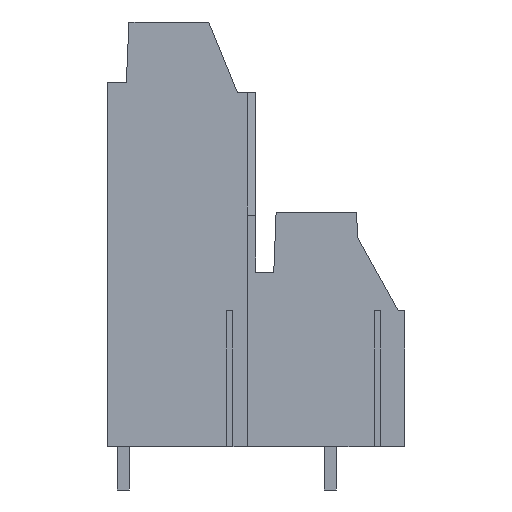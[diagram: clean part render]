
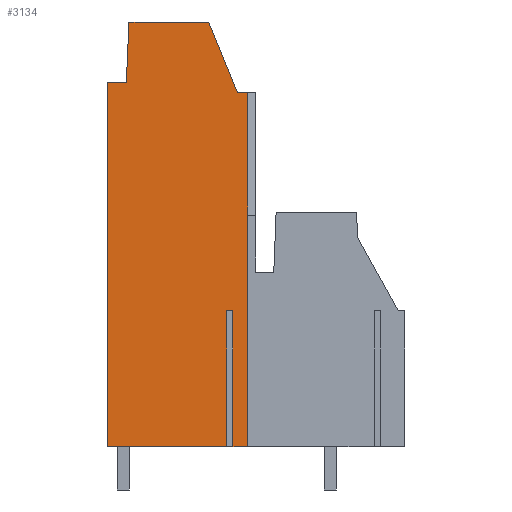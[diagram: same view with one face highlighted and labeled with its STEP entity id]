
A CAD part, left-side view. The second image highlights one B-rep face of the part: STEP entity #3134.
In plain terms, the highlighted planar face has unit normal (-1, 0, 0).
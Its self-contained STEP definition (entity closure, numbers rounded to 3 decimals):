
#3059=AXIS2_PLACEMENT_3D('Plane Axis2P3D',#3056,#3057,#3058) ;
#572=CARTESIAN_POINT('Vertex',(0.,21.94,3.2)) ;
#764=CARTESIAN_POINT('Vertex',(0.,11.574,3.2)) ;
#767=CARTESIAN_POINT('Line Origine',(0.,12.12,3.2)) ;
#771=CARTESIAN_POINT('Vertex',(0.,12.665,3.2)) ;
#820=CARTESIAN_POINT('Vertex',(0.,13.115,3.2)) ;
#823=CARTESIAN_POINT('Line Origine',(0.,17.528,3.2)) ;
#1200=CARTESIAN_POINT('Vertex',(0.,11.574,29.26)) ;
#1203=CARTESIAN_POINT('Line Origine',(0.,11.574,16.23)) ;
#3056=CARTESIAN_POINT('Axis2P3D Location',(0.,11.,17.2)) ;
#3061=CARTESIAN_POINT('Line Origine',(0.,21.94,16.625)) ;
#3065=CARTESIAN_POINT('Vertex',(0.,21.94,30.05)) ;
#3068=CARTESIAN_POINT('Line Origine',(0.,13.115,8.2)) ;
#3072=CARTESIAN_POINT('Vertex',(0.,13.115,13.2)) ;
#3075=CARTESIAN_POINT('Line Origine',(0.,12.89,13.2)) ;
#3079=CARTESIAN_POINT('Vertex',(0.,12.665,13.2)) ;
#3082=CARTESIAN_POINT('Line Origine',(0.,12.665,8.2)) ;
#3087=CARTESIAN_POINT('Line Origine',(0.,11.956,29.26)) ;
#3091=CARTESIAN_POINT('Vertex',(0.,12.337,29.26)) ;
#3094=CARTESIAN_POINT('Line Origine',(0.,13.393,31.865)) ;
#3098=CARTESIAN_POINT('Vertex',(0.,14.449,34.47)) ;
#3101=CARTESIAN_POINT('Line Origine',(0.,17.389,34.47)) ;
#3105=CARTESIAN_POINT('Vertex',(0.,20.328,34.47)) ;
#3108=CARTESIAN_POINT('Line Origine',(0.,20.424,32.26)) ;
#3112=CARTESIAN_POINT('Vertex',(0.,20.521,30.05)) ;
#3115=CARTESIAN_POINT('Line Origine',(0.,21.23,30.05)) ;
#768=DIRECTION('Vector Direction',(0.,1.,0.)) ;
#824=DIRECTION('Vector Direction',(0.,1.,0.)) ;
#1204=DIRECTION('Vector Direction',(0.,0.,1.)) ;
#3057=DIRECTION('Axis2P3D Direction',(1.,0.,0.)) ;
#3058=DIRECTION('Axis2P3D XDirection',(0.,1.,0.)) ;
#3062=DIRECTION('Vector Direction',(0.,0.,-1.)) ;
#3069=DIRECTION('Vector Direction',(0.,0.,1.)) ;
#3076=DIRECTION('Vector Direction',(0.,1.,0.)) ;
#3083=DIRECTION('Vector Direction',(0.,0.,1.)) ;
#3088=DIRECTION('Vector Direction',(0.,1.,0.)) ;
#3095=DIRECTION('Vector Direction',(0.,0.376,0.927)) ;
#3102=DIRECTION('Vector Direction',(0.,1.,0.)) ;
#3109=DIRECTION('Vector Direction',(0.,-0.044,0.999)) ;
#3116=DIRECTION('Vector Direction',(0.,1.,0.)) ;
#769=VECTOR('Line Direction',#768,1.) ;
#825=VECTOR('Line Direction',#824,1.) ;
#1205=VECTOR('Line Direction',#1204,1.) ;
#3063=VECTOR('Line Direction',#3062,1.) ;
#3070=VECTOR('Line Direction',#3069,1.) ;
#3077=VECTOR('Line Direction',#3076,1.) ;
#3084=VECTOR('Line Direction',#3083,1.) ;
#3089=VECTOR('Line Direction',#3088,1.) ;
#3096=VECTOR('Line Direction',#3095,1.) ;
#3103=VECTOR('Line Direction',#3102,1.) ;
#3110=VECTOR('Line Direction',#3109,1.) ;
#3117=VECTOR('Line Direction',#3116,1.) ;
#3121=ORIENTED_EDGE('',*,*,#3067,.T.) ;
#3122=ORIENTED_EDGE('',*,*,#827,.F.) ;
#3123=ORIENTED_EDGE('',*,*,#3074,.T.) ;
#3124=ORIENTED_EDGE('',*,*,#3081,.F.) ;
#3125=ORIENTED_EDGE('',*,*,#3086,.F.) ;
#3126=ORIENTED_EDGE('',*,*,#773,.F.) ;
#3127=ORIENTED_EDGE('',*,*,#1207,.T.) ;
#3128=ORIENTED_EDGE('',*,*,#3093,.T.) ;
#3129=ORIENTED_EDGE('',*,*,#3100,.T.) ;
#3130=ORIENTED_EDGE('',*,*,#3107,.T.) ;
#3131=ORIENTED_EDGE('',*,*,#3114,.F.) ;
#3132=ORIENTED_EDGE('',*,*,#3119,.T.) ;
#3134=ADVANCED_FACE('housing',(#3133),#3060,.F.) ;
#773=EDGE_CURVE('',#765,#772,#770,.T.) ;
#827=EDGE_CURVE('',#821,#573,#826,.T.) ;
#1207=EDGE_CURVE('',#765,#1201,#1206,.T.) ;
#3067=EDGE_CURVE('',#3066,#573,#3064,.T.) ;
#3074=EDGE_CURVE('',#821,#3073,#3071,.T.) ;
#3081=EDGE_CURVE('',#3080,#3073,#3078,.T.) ;
#3086=EDGE_CURVE('',#772,#3080,#3085,.T.) ;
#3093=EDGE_CURVE('',#1201,#3092,#3090,.T.) ;
#3100=EDGE_CURVE('',#3092,#3099,#3097,.T.) ;
#3107=EDGE_CURVE('',#3099,#3106,#3104,.T.) ;
#3114=EDGE_CURVE('',#3113,#3106,#3111,.T.) ;
#3119=EDGE_CURVE('',#3113,#3066,#3118,.T.) ;
#3120=EDGE_LOOP('',(#3121,#3122,#3123,#3124,#3125,#3126,#3127,#3128,#3129,#3130,#3131,#3132)) ;
#3133=FACE_OUTER_BOUND('',#3120,.T.) ;
#770=LINE('Line',#767,#769) ;
#826=LINE('Line',#823,#825) ;
#1206=LINE('Line',#1203,#1205) ;
#3064=LINE('Line',#3061,#3063) ;
#3071=LINE('Line',#3068,#3070) ;
#3078=LINE('Line',#3075,#3077) ;
#3085=LINE('Line',#3082,#3084) ;
#3090=LINE('Line',#3087,#3089) ;
#3097=LINE('Line',#3094,#3096) ;
#3104=LINE('Line',#3101,#3103) ;
#3111=LINE('Line',#3108,#3110) ;
#3118=LINE('Line',#3115,#3117) ;
#3060=PLANE('',#3059) ;
#573=VERTEX_POINT('',#572) ;
#765=VERTEX_POINT('',#764) ;
#772=VERTEX_POINT('',#771) ;
#821=VERTEX_POINT('',#820) ;
#1201=VERTEX_POINT('',#1200) ;
#3066=VERTEX_POINT('',#3065) ;
#3073=VERTEX_POINT('',#3072) ;
#3080=VERTEX_POINT('',#3079) ;
#3092=VERTEX_POINT('',#3091) ;
#3099=VERTEX_POINT('',#3098) ;
#3106=VERTEX_POINT('',#3105) ;
#3113=VERTEX_POINT('',#3112) ;
